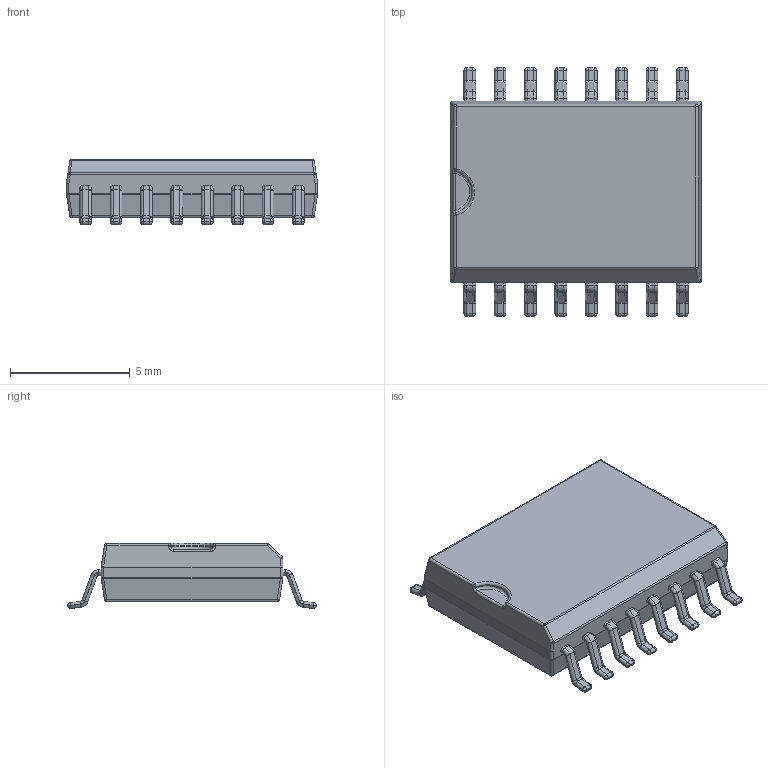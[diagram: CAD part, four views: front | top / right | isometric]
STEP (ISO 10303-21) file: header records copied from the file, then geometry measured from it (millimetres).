
FILE_DESCRIPTION(/* description */ ('','CAx-IF Rec.Pracs.---Representation and Presentation of Product Manufacturing Information (PMI)---4.0---2014-10-13'),/* implementation_level */ '2;1');
FILE_NAME(/* name */ 'SOT162-1.step',/* time_stamp */ '2025-01-22T13:20:35+01:00',/* author */ (''),/* organization */ (''),/* preprocessor_version */ 'ST-DEVELOPER v20',/* originating_system */ 'Autodesk Translation Framework v13.20.0.188',/* authorisation */ '');
FILE_SCHEMA (('AP242_MANAGED_MODEL_BASED_3D_ENGINEERING_MIM_LF { 1 0 10303 442 1 1 4 }'));
Length unit declared in the file: millimetre
Products named in the file (1): SOIC-16-300mil
Bounding box: 10.5 x 10.4 x 2.73 mm (x, y, z)
Volume: 192.6 mm3; surface area: 281 mm2
Topology: 17 solids, 17 shells, 842 faces, 1842 edges, 1034 vertices
Faces by surface type: cylinder 417, plane 207, torus 130, sphere 84, bspline 4
Entity records: 23465 total; most frequent: CARTESIAN_POINT 4685, DIRECTION 4298, ORIENTED_EDGE 3684, EDGE_CURVE 1842, AXIS2_PLACEMENT_3D 1685, VERTEX_POINT 1034, LINE 928, VECTOR 928
